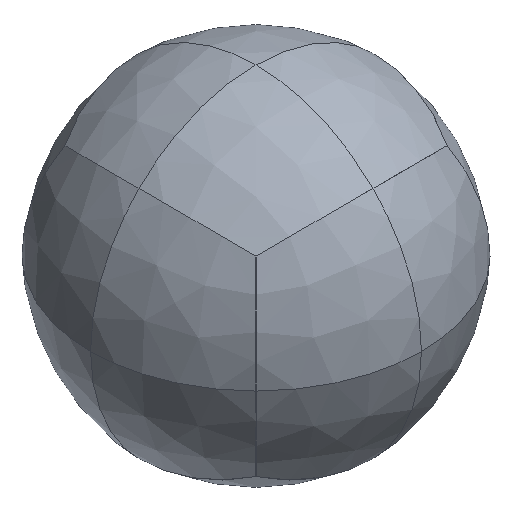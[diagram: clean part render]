
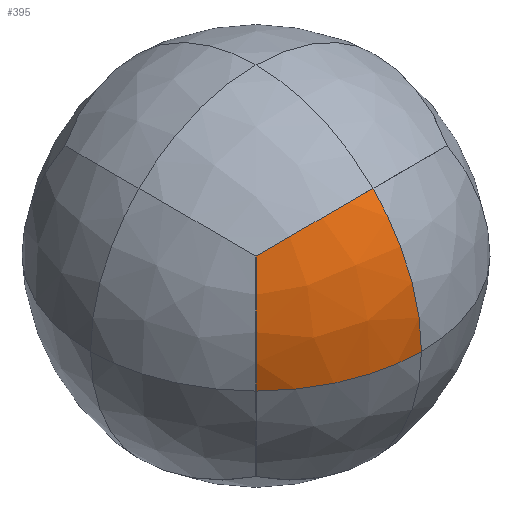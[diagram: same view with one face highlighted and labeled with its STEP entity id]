
A CAD part, isometric view. The second image highlights one B-rep face of the part: STEP entity #395.
In plain terms, the highlighted free-form (B-spline) face has degree [3, 3] with [4, 4] control points.
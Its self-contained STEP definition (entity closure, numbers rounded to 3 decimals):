
#146=CARTESIAN_POINT('Vertex',(50.,0.,0.)) ;
#188=CARTESIAN_POINT('Control Point',(35.355,-35.355,0.)) ;
#189=CARTESIAN_POINT('Control Point',(44.732,-25.979,0.)) ;
#190=CARTESIAN_POINT('Control Point',(50.,-13.26,0.)) ;
#191=CARTESIAN_POINT('Control Point',(50.,0.,0.)) ;
#192=CARTESIAN_POINT('Vertex',(35.355,-35.355,0.)) ;
#228=CARTESIAN_POINT('Control Point',(28.867,-28.867,28.867)) ;
#229=CARTESIAN_POINT('Control Point',(30.855,-30.855,24.892)) ;
#230=CARTESIAN_POINT('Control Point',(32.491,-32.491,20.594)) ;
#231=CARTESIAN_POINT('Control Point',(33.748,-33.748,16.045)) ;
#232=CARTESIAN_POINT('Control Point',(34.837,-34.837,10.057)) ;
#233=CARTESIAN_POINT('Control Point',(35.264,-35.264,3.925)) ;
#234=CARTESIAN_POINT('Control Point',(35.325,-35.325,2.618)) ;
#235=CARTESIAN_POINT('Control Point',(35.355,-35.355,1.31)) ;
#236=CARTESIAN_POINT('Control Point',(35.355,-35.355,0.)) ;
#237=CARTESIAN_POINT('Vertex',(28.867,-28.867,28.867)) ;
#350=CARTESIAN_POINT('Vertex',(35.355,0.,35.355)) ;
#354=CARTESIAN_POINT('Control Point',(50.,0.,0.)) ;
#355=CARTESIAN_POINT('Control Point',(50.,0.,13.26)) ;
#356=CARTESIAN_POINT('Control Point',(44.732,0.,25.979)) ;
#357=CARTESIAN_POINT('Control Point',(35.355,0.,35.355)) ;
#367=CARTESIAN_POINT('Control Point',(35.355,-35.355,0.)) ;
#368=CARTESIAN_POINT('Control Point',(35.355,-35.355,10.339)) ;
#369=CARTESIAN_POINT('Control Point',(33.088,-33.088,20.425)) ;
#370=CARTESIAN_POINT('Control Point',(28.867,-28.867,28.867)) ;
#371=CARTESIAN_POINT('Control Point',(44.732,-25.979,0.)) ;
#372=CARTESIAN_POINT('Control Point',(43.919,-25.569,11.999)) ;
#373=CARTESIAN_POINT('Control Point',(39.84,-23.648,23.649)) ;
#374=CARTESIAN_POINT('Control Point',(33.088,-20.425,33.088)) ;
#375=CARTESIAN_POINT('Control Point',(50.,-13.26,0.)) ;
#376=CARTESIAN_POINT('Control Point',(49.093,-13.007,13.008)) ;
#377=CARTESIAN_POINT('Control Point',(43.919,-11.999,25.569)) ;
#378=CARTESIAN_POINT('Control Point',(35.355,-10.339,35.355)) ;
#379=CARTESIAN_POINT('Control Point',(50.,0.,0.)) ;
#380=CARTESIAN_POINT('Control Point',(50.,0.,13.26)) ;
#381=CARTESIAN_POINT('Control Point',(44.732,0.,25.979)) ;
#382=CARTESIAN_POINT('Control Point',(35.355,0.,35.355)) ;
#384=CARTESIAN_POINT('Control Point',(28.867,-28.867,28.867)) ;
#385=CARTESIAN_POINT('Control Point',(33.088,-20.425,33.088)) ;
#386=CARTESIAN_POINT('Control Point',(35.355,-10.339,35.355)) ;
#387=CARTESIAN_POINT('Control Point',(35.355,0.,35.355)) ;
#390=ORIENTED_EDGE('',*,*,#194,.F.) ;
#391=ORIENTED_EDGE('',*,*,#358,.T.) ;
#392=ORIENTED_EDGE('',*,*,#388,.F.) ;
#393=ORIENTED_EDGE('',*,*,#239,.T.) ;
#395=ADVANCED_FACE('Mirror3',(#394),#366,.T.) ;
#187=B_SPLINE_CURVE_WITH_KNOTS('',3,(#188,#189,#190,#191),.UNSPECIFIED.,.F.,.U.,(4,4),(0.,36.973),.UNSPECIFIED.) ;
#227=B_SPLINE_CURVE_WITH_KNOTS('',5,(#228,#229,#230,#231,#232,#233,#234,#235,#236),.UNSPECIFIED.,.F.,.U.,(6,3,6),(0.,34.562,43.861),.UNSPECIFIED.) ;
#353=B_SPLINE_CURVE_WITH_KNOTS('',3,(#354,#355,#356,#357),.UNSPECIFIED.,.F.,.U.,(4,4),(0.,36.973),.UNSPECIFIED.) ;
#383=B_SPLINE_CURVE_WITH_KNOTS('',3,(#384,#385,#386,#387),.UNSPECIFIED.,.F.,.U.,(4,4),(0.,36.973),.UNSPECIFIED.) ;
#366=B_SPLINE_SURFACE_WITH_KNOTS('',3,3,((#367,#368,#369,#370),(#371,#372,#373,#374),(#375,#376,#377,#378),(#379,#380,#381,#382)),.UNSPECIFIED.,.F.,.F.,.U.,(4,4),(4,4),(0.,36.973),(0.,36.973),.UNSPECIFIED.) ;
#194=EDGE_CURVE('',#147,#193,#187,.F.) ;
#239=EDGE_CURVE('',#238,#193,#227,.T.) ;
#358=EDGE_CURVE('',#147,#351,#353,.T.) ;
#388=EDGE_CURVE('',#238,#351,#383,.T.) ;
#389=EDGE_LOOP('',(#390,#391,#392,#393)) ;
#394=FACE_OUTER_BOUND('',#389,.T.) ;
#147=VERTEX_POINT('',#146) ;
#193=VERTEX_POINT('',#192) ;
#238=VERTEX_POINT('',#237) ;
#351=VERTEX_POINT('',#350) ;
